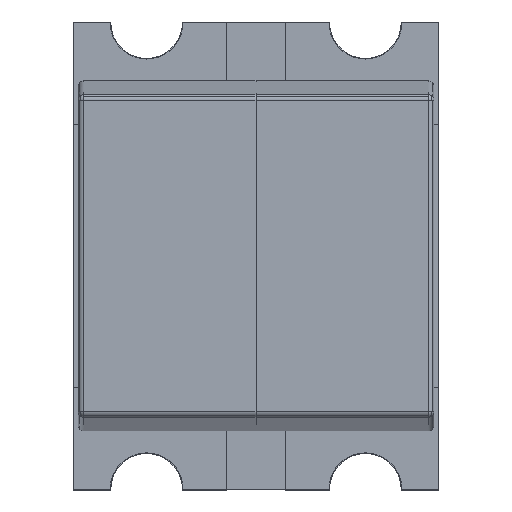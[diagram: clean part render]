
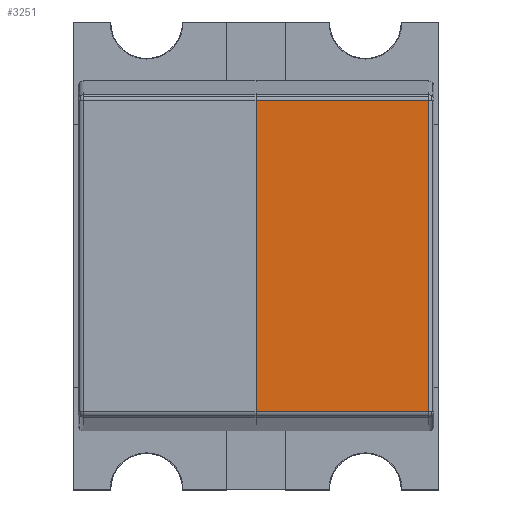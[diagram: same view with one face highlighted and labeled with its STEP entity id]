
A CAD part, top view. The second image highlights one B-rep face of the part: STEP entity #3251.
In plain terms, the highlighted planar face has unit normal (0, 0, 1).
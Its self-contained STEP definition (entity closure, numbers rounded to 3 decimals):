
#12 = EDGE_CURVE ( 'NONE', #2768, #31, #481, .T. ) ;
#31 = VERTEX_POINT ( 'NONE', #1939 ) ;
#122 = ORIENTED_EDGE ( 'NONE', *, *, #2585, .F. ) ;
#409 = ORIENTED_EDGE ( 'NONE', *, *, #2035, .F. ) ;
#481 = LINE ( 'NONE', #3764, #1520 ) ;
#492 = EDGE_CURVE ( 'NONE', #31, #2898, #3880, .T. ) ;
#712 = PLANE ( 'NONE',  #2716 ) ;
#738 = DIRECTION ( 'NONE',  ( 0., -1., 0. ) ) ;
#879 = VERTEX_POINT ( 'NONE', #2202 ) ;
#938 = ORIENTED_EDGE ( 'NONE', *, *, #12, .F. ) ;
#1132 = CARTESIAN_POINT ( 'NONE',  ( 0., -0.534, 0.5 ) ) ;
#1502 = LINE ( 'NONE', #3436, #3723 ) ;
#1520 = VECTOR ( 'NONE', #3153, 1000. ) ;
#1565 = DIRECTION ( 'NONE',  ( 1., 0., 0. ) ) ;
#1920 = DIRECTION ( 'NONE',  ( 0., 0., 1. ) ) ;
#1939 = CARTESIAN_POINT ( 'NONE',  ( 0., 0.534, 0.5 ) ) ;
#2035 = EDGE_CURVE ( 'NONE', #879, #2768, #2267, .T. ) ;
#2053 = CARTESIAN_POINT ( 'NONE',  ( 0.59, 0.534, 0.5 ) ) ;
#2202 = CARTESIAN_POINT ( 'NONE',  ( 0.59, -0.534, 0.5 ) ) ;
#2267 = LINE ( 'NONE', #2592, #3656 ) ;
#2485 = VECTOR ( 'NONE', #3271, 1000. ) ;
#2585 = EDGE_CURVE ( 'NONE', #2898, #879, #1502, .T. ) ;
#2592 = CARTESIAN_POINT ( 'NONE',  ( 0., -0.534, 0.5 ) ) ;
#2716 = AXIS2_PLACEMENT_3D ( 'NONE', #3473, #1920, #1565 ) ;
#2768 = VERTEX_POINT ( 'NONE', #1132 ) ;
#2895 = EDGE_LOOP ( 'NONE', ( #2920, #938, #409, #122 ) ) ;
#2898 = VERTEX_POINT ( 'NONE', #2053 ) ;
#2920 = ORIENTED_EDGE ( 'NONE', *, *, #492, .F. ) ;
#3120 = FACE_OUTER_BOUND ( 'NONE', #2895, .T. ) ;
#3153 = DIRECTION ( 'NONE',  ( 0., 1., 0. ) ) ;
#3251 = ADVANCED_FACE ( 'NONE', ( #3120 ), #712, .T. ) ;
#3271 = DIRECTION ( 'NONE',  ( 1., 0., 0. ) ) ;
#3436 = CARTESIAN_POINT ( 'NONE',  ( 0.59, 0., 0.5 ) ) ;
#3473 = CARTESIAN_POINT ( 'NONE',  ( 0., 0., 0.5 ) ) ;
#3491 = DIRECTION ( 'NONE',  ( -1., 0., 0. ) ) ;
#3656 = VECTOR ( 'NONE', #3491, 1000. ) ;
#3723 = VECTOR ( 'NONE', #738, 1000. ) ;
#3764 = CARTESIAN_POINT ( 'NONE',  ( 0., 0., 0.5 ) ) ;
#3880 = LINE ( 'NONE', #3900, #2485 ) ;
#3900 = CARTESIAN_POINT ( 'NONE',  ( 0., 0.534, 0.5 ) ) ;
